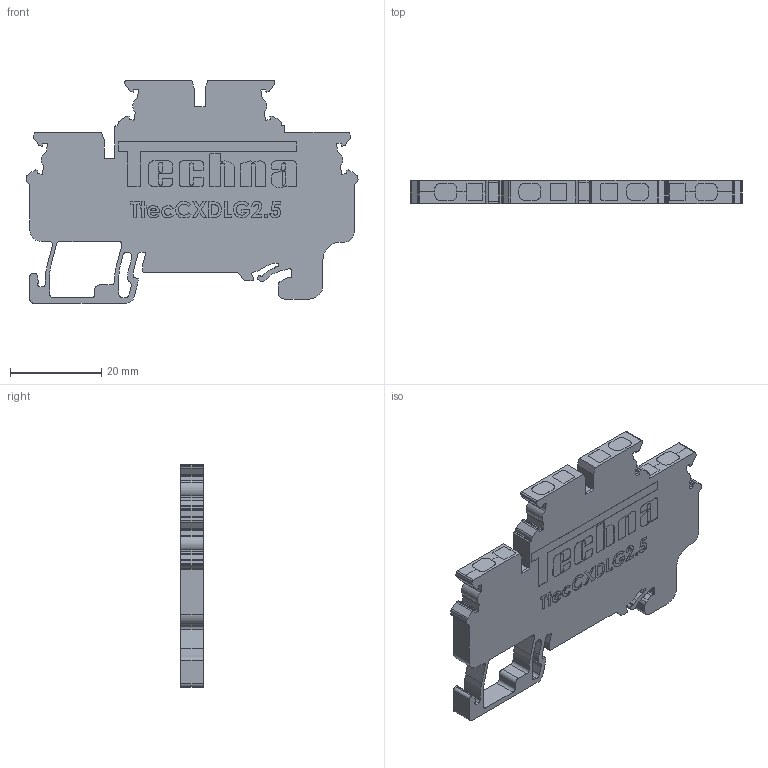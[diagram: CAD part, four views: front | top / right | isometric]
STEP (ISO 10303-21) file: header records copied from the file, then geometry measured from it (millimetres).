
FILE_DESCRIPTION (( 'STEP AP214' ), '1' );
FILE_NAME ('TtecCXDLG2.5.STEP', '2020-07-22T07:47:27', ( '' ), ( '' ), 'SwSTEP 2.0', 'SolidWorks 2020', '' );
FILE_SCHEMA (( 'AUTOMOTIVE_DESIGN' ));
Length unit declared in the file: millimetre
Products named in the file (1): TtecCXDLG2.5
Bounding box: 72.7 x 5 x 48.7 mm (x, y, z)
Volume: 11932 mm3; surface area: 6928.6 mm2
Topology: 1 solids, 1 shells, 910 faces, 2569 edges, 1709 vertices
Faces by surface type: plane 504, cylinder 290, bspline 116
Entity records: 41994 total; most frequent: CARTESIAN_POINT 12505, ORIENTED_EDGE 5138, DIRECTION 4507, EDGE_CURVE 2569, VECTOR 1757, LINE 1757, VERTEX_POINT 1709, AXIS2_PLACEMENT_3D 1375
